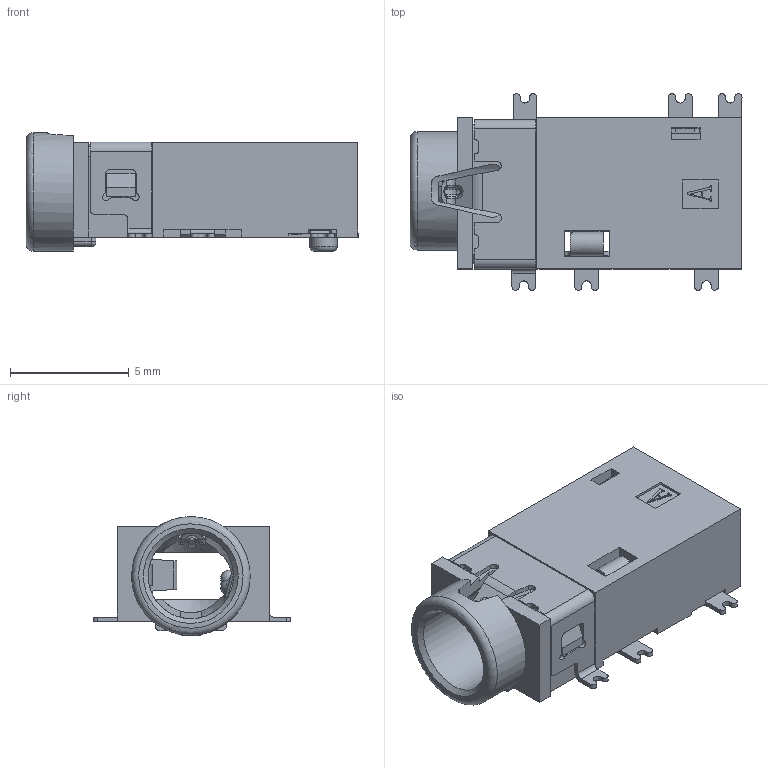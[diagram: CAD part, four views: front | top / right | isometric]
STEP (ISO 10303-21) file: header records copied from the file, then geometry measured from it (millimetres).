
FILE_DESCRIPTION(/* description */ (''),/* implementation_level */ '2;1');
FILE_NAME(/* name */ 'PJ-3160.stp',/* time_stamp */ '2025-07-28T20:48:13-07:00',/* author */ ('mmajz'),/* organization */ (''),/* preprocessor_version */ 'ST-DEVELOPER v17',/* originating_system */ 'Autodesk Inventor 2019',/* authorisation */ '');
FILE_SCHEMA (('AUTOMOTIVE_DESIGN { 1 0 10303 214 3 1 1 }'));
Length unit declared in the file: millimetre
Products named in the file (1): PJ-3160
Bounding box: 14 x 8.3 x 5 mm (x, y, z)
Volume: 185.2 mm3; surface area: 765.5 mm2
Topology: 2 solids, 2 shells, 791 faces, 2267 edges, 1466 vertices
Faces by surface type: plane 490, cylinder 219, bspline 41, torus 25, cone 10, sphere 6
Full cylindrical faces by diameter (mm): 1.15 x1, 3.6 x1, 5 x1
Entity records: 28147 total; most frequent: CARTESIAN_POINT 7303, ORIENTED_EDGE 4522, DIRECTION 4203, EDGE_CURVE 2261, LINE 1593, VECTOR 1593, VERTEX_POINT 1466, AXIS2_PLACEMENT_3D 1305
